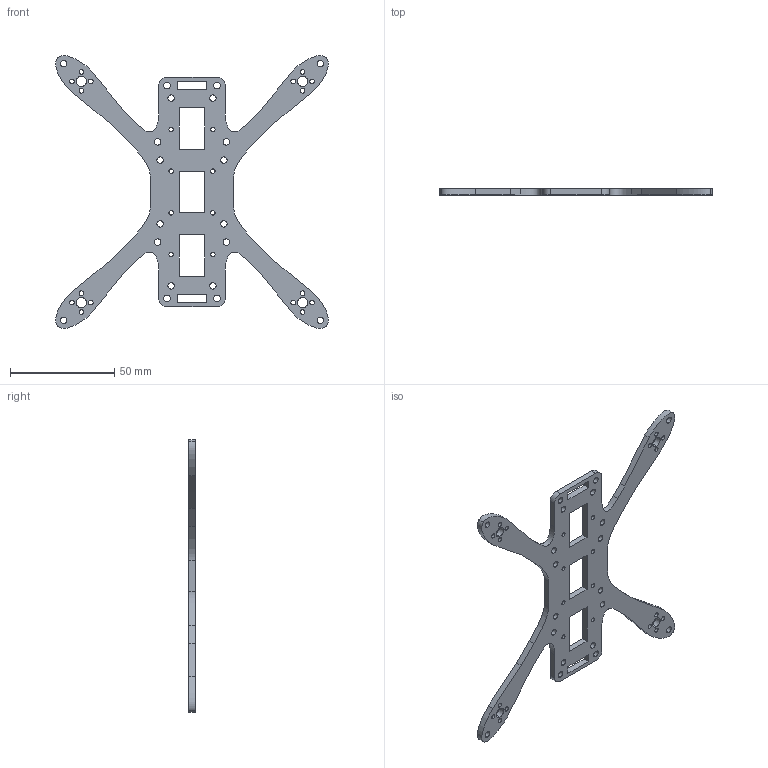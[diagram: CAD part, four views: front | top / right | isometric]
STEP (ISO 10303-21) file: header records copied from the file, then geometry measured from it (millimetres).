
FILE_DESCRIPTION (( 'STEP AP214' ), '1' );
FILE_NAME ('core.STEP', '2025-01-18T06:40:57', ( '' ), ( '' ), 'SwSTEP 2.0', 'SolidWorks 2023', '' );
FILE_SCHEMA (( 'AUTOMOTIVE_DESIGN' ));
Length unit declared in the file: millimetre
Products named in the file (1): core
Bounding box: 130.76 x 3 x 130.75 mm (x, y, z)
Volume: 16527.3 mm3; surface area: 15291.8 mm2
Topology: 1 solids, 1 shells, 162 faces, 480 edges, 320 vertices
Faces by surface type: cylinder 100, plane 38, bspline 24
Entity records: 5875 total; most frequent: CARTESIAN_POINT 1291, ORIENTED_EDGE 960, DIRECTION 910, EDGE_CURVE 480, AXIS2_PLACEMENT_3D 339, VERTEX_POINT 320, EDGE_LOOP 268, LINE 232
